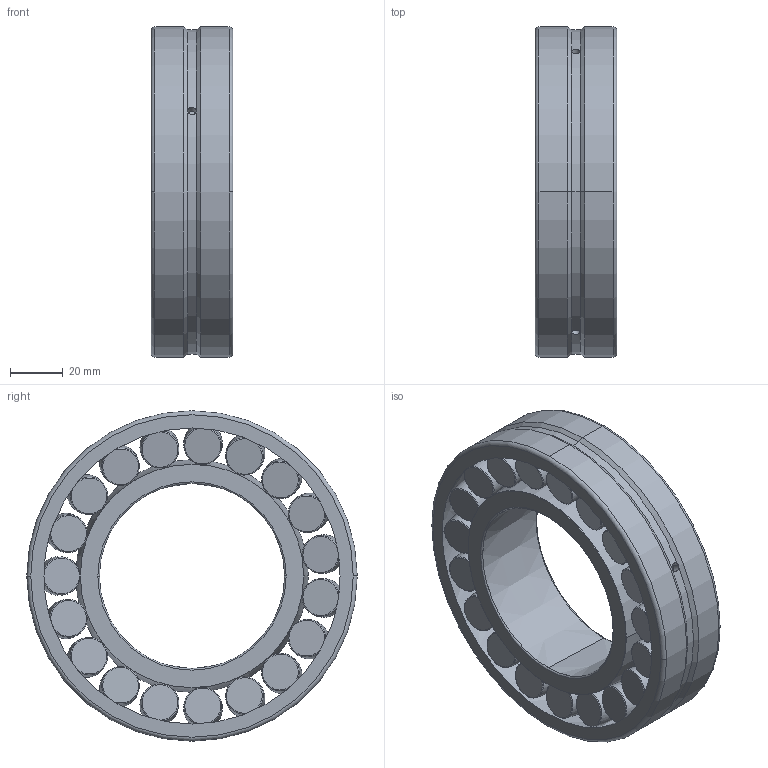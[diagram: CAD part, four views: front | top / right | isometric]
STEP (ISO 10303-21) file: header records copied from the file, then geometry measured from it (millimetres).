
FILE_DESCRIPTION(('STEP AP214'),'1');
FILE_NAME('22214-e1-xl-k.stp','2025-09-09T19:20:05',('TraceParts'),('TraceParts S.A.'),'Spatial InterOp 3D',' ',' ');
FILE_SCHEMA(('AUTOMOTIVE_DESIGN { 1 0 10303 214 1 1 1 1 }'));
Length unit declared in the file: millimetre
Products named in the file (1): inafag_22214-e1-xl-k_aug503fk3web42bl5wa7t7s19_1
Bounding box: 31 x 125 x 125 mm (x, y, z)
Volume: 181459.9 mm3; surface area: 77353.6 mm2
Topology: 40 solids, 40 shells, 350 faces, 720 edges, 443 vertices
Faces by surface type: torus 246, plane 80, cylinder 16, cone 6, sphere 2
Entity records: 12729 total; most frequent: DIRECTION 2181, CARTESIAN_POINT 1750, ORIENTED_EDGE 1432, AXIS2_PLACEMENT_3D 1081, EDGE_CURVE 716, CIRCLE 691, VERTEX_POINT 443, EDGE_LOOP 357
